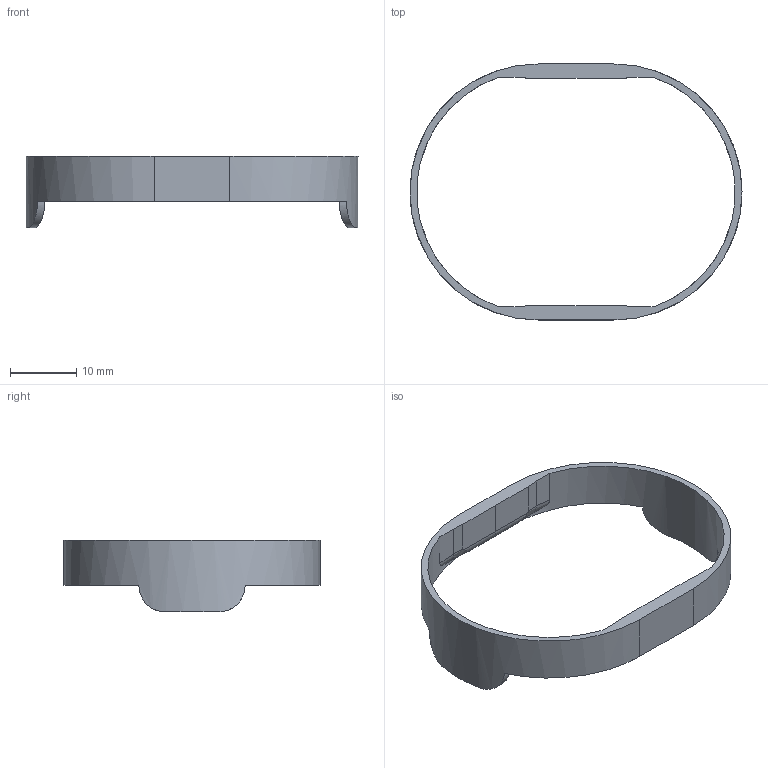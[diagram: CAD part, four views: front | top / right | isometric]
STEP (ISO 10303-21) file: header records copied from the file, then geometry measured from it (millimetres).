
FILE_DESCRIPTION(/* description */ (''),/* implementation_level */ '2;1');
FILE_NAME(/* name */ 'connectorRingV2.step',/* time_stamp */ '2020-04-21T17:34:47-04:00',/* author */ (''),/* organization */ (''),/* preprocessor_version */ 'ST-DEVELOPER v18.1',/* originating_system */ 'Autodesk Translation Framework v9.2.0.1227',/* authorisation */ '');
FILE_SCHEMA (('AUTOMOTIVE_DESIGN { 1 0 10303 214 3 1 1 }'));
Length unit declared in the file: millimetre
Products named in the file (1): connectorRingV2
Bounding box: 50 x 38.57 x 10.8 mm (x, y, z)
Volume: 1339.9 mm3; surface area: 2495.5 mm2
Topology: 1 solids, 1 shells, 47 faces, 140 edges, 94 vertices
Faces by surface type: plane 19, bspline 16, cylinder 12
Entity records: 2232 total; most frequent: CARTESIAN_POINT 1054, ORIENTED_EDGE 280, DIRECTION 178, EDGE_CURVE 140, VERTEX_POINT 94, AXIS2_PLACEMENT_3D 62, B_SPLINE_CURVE_WITH_KNOTS 56, LINE 54
